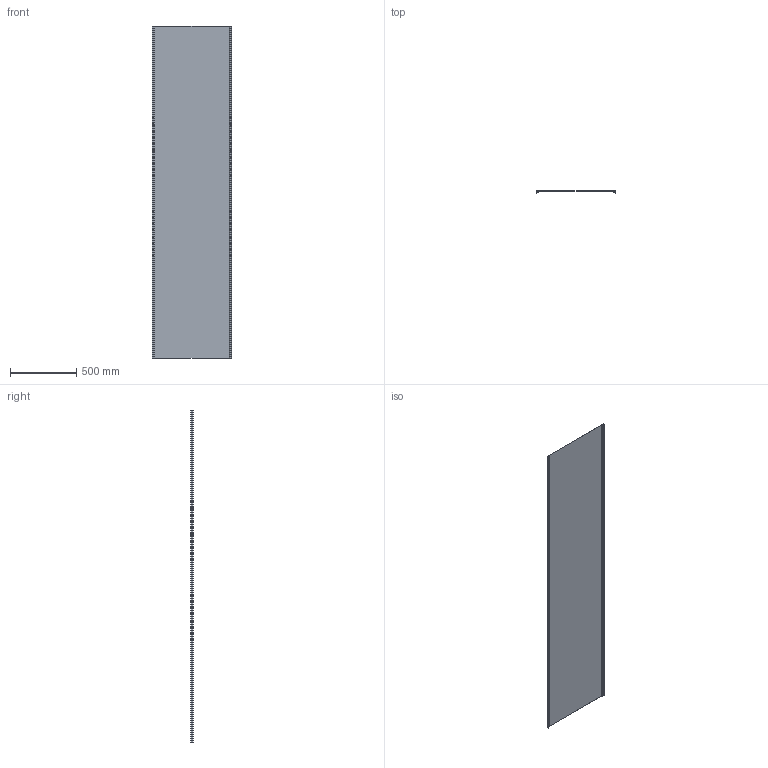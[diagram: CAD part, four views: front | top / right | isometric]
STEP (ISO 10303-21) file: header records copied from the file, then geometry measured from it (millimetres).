
FILE_DESCRIPTION(/* description */ (''),/* implementation_level */ '2;1');
FILE_NAME(/* name */ '2KLplus600x1.2x2500.ipt.stp',/* time_stamp */ '2023-05-25T15:27:55+03:00',/* author */ ('Ртищев А.О.'),/* organization */ (''),/* preprocessor_version */ 'ST-DEVELOPER v19.2',/* originating_system */ 'Autodesk Inventor 2023',/* authorisation */ '');
FILE_SCHEMA (('AUTOMOTIVE_DESIGN { 1 0 10303 214 3 1 1 }'));
Length unit declared in the file: millimetre
Products named in the file (1): Крышка лотка с 
двойным замком 
600х1,2 L2500 мм "ПЛЮС", 
2KLplus600x1.2x2500
Bounding box: 600 x 16.03 x 2500 mm (x, y, z)
Volume: 1935904.4 mm3; surface area: 3230461.2 mm2
Topology: 1 solids, 1 shells, 42 faces, 120 edges, 80 vertices
Faces by surface type: plane 26, cylinder 16
Entity records: 1461 total; most frequent: CARTESIAN_POINT 243, ORIENTED_EDGE 240, DIRECTION 238, EDGE_CURVE 120, LINE 88, VECTOR 88, VERTEX_POINT 80, AXIS2_PLACEMENT_3D 75
